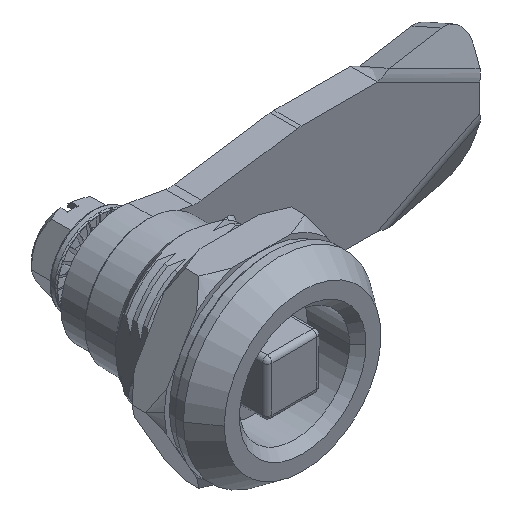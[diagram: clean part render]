
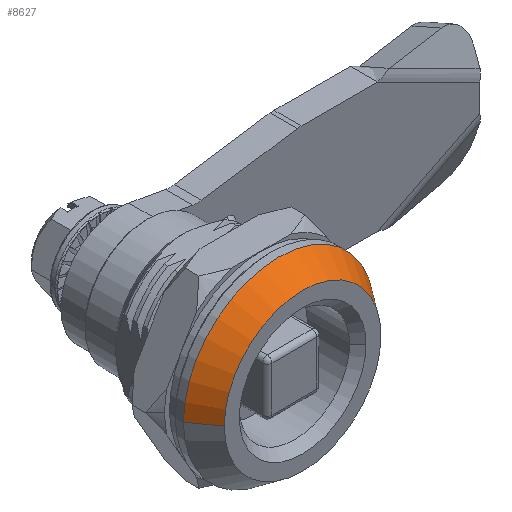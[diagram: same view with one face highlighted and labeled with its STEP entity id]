
A CAD part, isometric view. The second image highlights one B-rep face of the part: STEP entity #8627.
In plain terms, the highlighted conical face has half-angle 35.538 degrees and reference radius 11.5 mm.
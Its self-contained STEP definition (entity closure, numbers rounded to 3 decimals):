
#296 = CARTESIAN_POINT ( 'NONE',  ( 14., 3.5, 0. ) ) ;
#564 = FACE_OUTER_BOUND ( 'NONE', #14120, .T. ) ;
#661 = CONICAL_SURFACE ( 'NONE', #27184, 11.5, 0.62 ) ;
#760 = ORIENTED_EDGE ( 'NONE', *, *, #10748, .F. ) ;
#1246 = DIRECTION ( 'NONE',  ( 0., -1., 0. ) ) ;
#1436 = VERTEX_POINT ( 'NONE', #26023 ) ;
#1662 = CARTESIAN_POINT ( 'NONE',  ( -11.5, 0., 0. ) ) ;
#2288 = ORIENTED_EDGE ( 'NONE', *, *, #9664, .T. ) ;
#3377 = DIRECTION ( 'NONE',  ( 0.581, 0.814, 0. ) ) ;
#3573 = CARTESIAN_POINT ( 'NONE',  ( -14., 3.5, 0. ) ) ;
#5256 = DIRECTION ( 'NONE',  ( -1., 0., 0. ) ) ;
#5450 = LINE ( 'NONE', #26107, #13883 ) ;
#5647 = VERTEX_POINT ( 'NONE', #3573 ) ;
#5971 = CARTESIAN_POINT ( 'NONE',  ( 0., 3.5, 0. ) ) ;
#6194 = VERTEX_POINT ( 'NONE', #13800 ) ;
#7025 = EDGE_CURVE ( 'NONE', #1436, #18495, #5450, .T. ) ;
#7745 = CIRCLE ( 'NONE', #10841, 14. ) ;
#8373 = VECTOR ( 'NONE', #20641, 1000. ) ;
#8627 = ADVANCED_FACE ( 'NONE', ( #564 ), #661, .T. ) ;
#9159 = DIRECTION ( 'NONE',  ( 0., 1., 0. ) ) ;
#9664 = EDGE_CURVE ( 'NONE', #18495, #5647, #7745, .T. ) ;
#10383 = LINE ( 'NONE', #1662, #8373 ) ;
#10530 = ORIENTED_EDGE ( 'NONE', *, *, #7025, .T. ) ;
#10544 = AXIS2_PLACEMENT_3D ( 'NONE', #17605, #1246, #5256 ) ;
#10748 = EDGE_CURVE ( 'NONE', #1436, #6194, #22471, .T. ) ;
#10841 = AXIS2_PLACEMENT_3D ( 'NONE', #5971, #22862, #16645 ) ;
#13690 = EDGE_CURVE ( 'NONE', #6194, #5647, #10383, .T. ) ;
#13800 = CARTESIAN_POINT ( 'NONE',  ( -11.5, 0., 0. ) ) ;
#13883 = VECTOR ( 'NONE', #3377, 1000. ) ;
#14120 = EDGE_LOOP ( 'NONE', ( #24603, #760, #10530, #2288 ) ) ;
#16645 = DIRECTION ( 'NONE',  ( -1., 0., 0. ) ) ;
#17605 = CARTESIAN_POINT ( 'NONE',  ( 0., 0., 0. ) ) ;
#18495 = VERTEX_POINT ( 'NONE', #296 ) ;
#19553 = CARTESIAN_POINT ( 'NONE',  ( 0., 0., 0. ) ) ;
#20641 = DIRECTION ( 'NONE',  ( -0.581, 0.814, 0. ) ) ;
#21481 = DIRECTION ( 'NONE',  ( 1., 0., 0. ) ) ;
#22471 = CIRCLE ( 'NONE', #10544, 11.5 ) ;
#22862 = DIRECTION ( 'NONE',  ( 0., -1., 0. ) ) ;
#24603 = ORIENTED_EDGE ( 'NONE', *, *, #13690, .F. ) ;
#26023 = CARTESIAN_POINT ( 'NONE',  ( 11.5, 0., 0. ) ) ;
#26107 = CARTESIAN_POINT ( 'NONE',  ( 11.5, 0., 0. ) ) ;
#27184 = AXIS2_PLACEMENT_3D ( 'NONE', #19553, #9159, #21481 ) ;
